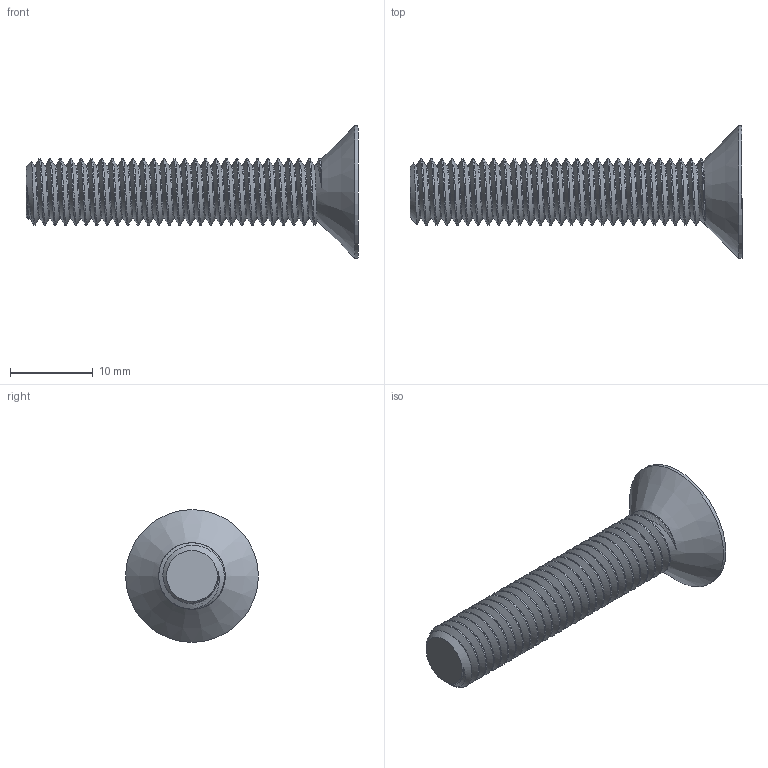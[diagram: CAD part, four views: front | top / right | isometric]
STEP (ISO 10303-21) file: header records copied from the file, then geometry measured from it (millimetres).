
FILE_DESCRIPTION(/* description */ (''),/* implementation_level */ '2;1');
FILE_NAME(/* name */ 'M8x40FHCS-0 v1.step',/* time_stamp */ '2020-09-15T09:56:33-04:00',/* author */ (''),/* organization */ (''),/* preprocessor_version */ 'ST-DEVELOPER v18.1',/* originating_system */ 'Autodesk Translation Framework v9.3.0.1241',/* authorisation */ '');
FILE_SCHEMA (('AUTOMOTIVE_DESIGN { 1 0 10303 214 3 1 1 }'));
Length unit declared in the file: millimetre
Products named in the file (2): M8x40FHCS-0; 92125A294
Assembly tree (1 placements, depth 2):
  M8x40FHCS-0
    92125A294
Bounding box: 40 x 16 x 16 mm (x, y, z)
Volume: 1934.6 mm3; surface area: 1915.1 mm2
Topology: 1 solids, 1 shells, 77 faces, 209 edges, 135 vertices
Faces by surface type: cylinder 58, plane 9, cone 8, bspline 2
Full cylindrical faces by diameter (mm): 6.376 x27, 8 x26, 16 x1
Entity records: 8298 total; most frequent: CARTESIAN_POINT 6556, ORIENTED_EDGE 418, DIRECTION 252, EDGE_CURVE 209, VERTEX_POINT 135, B_SPLINE_CURVE_WITH_KNOTS 120, AXIS2_PLACEMENT_3D 91, EDGE_LOOP 78
